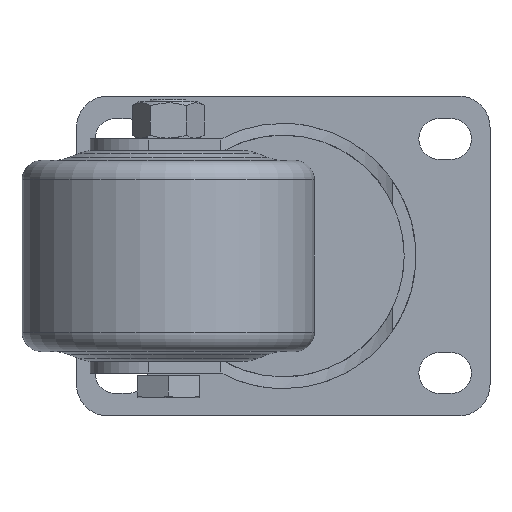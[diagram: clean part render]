
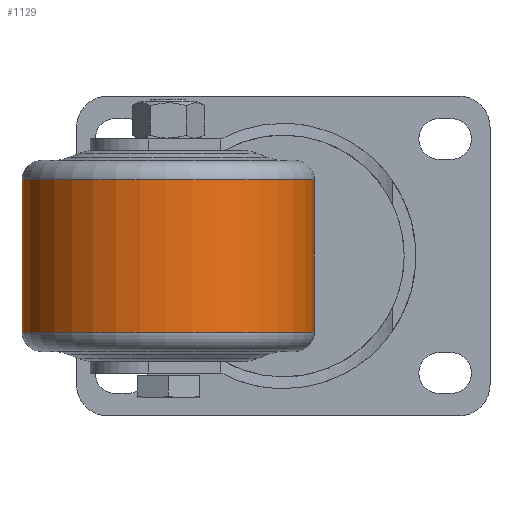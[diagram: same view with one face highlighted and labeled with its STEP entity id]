
A CAD part, front view. The second image highlights one B-rep face of the part: STEP entity #1129.
In plain terms, the highlighted cylindrical face has radius 37.5 mm (diameter 75 mm), a partial arc.
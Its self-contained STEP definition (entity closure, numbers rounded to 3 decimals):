
#310 = CIRCLE ( 'NONE', #3036, 37.5 ) ;
#331 = CIRCLE ( 'NONE', #3028, 37.5 ) ;
#366 = VECTOR ( 'NONE', #2003, 1000. ) ;
#368 = LINE ( 'NONE', #1996, #366 ) ;
#369 = VECTOR ( 'NONE', #2013, 1000. ) ;
#372 = LINE ( 'NONE', #2004, #369 ) ;
#424 = CYLINDRICAL_SURFACE ( 'NONE', #2992, 37.5 ) ;
#426 = FACE_OUTER_BOUND ( 'NONE', #1744, .T. ) ;
#559 = VERTEX_POINT ( 'NONE', #2390 ) ;
#560 = VERTEX_POINT ( 'NONE', #2386 ) ;
#1129 = ADVANCED_FACE ( 'NONE', ( #426 ), #424, .T. ) ;
#1158 = ORIENTED_EDGE ( 'NONE', *, *, #2693, .T. ) ;
#1160 = ORIENTED_EDGE ( 'NONE', *, *, #2740, .T. ) ;
#1744 = EDGE_LOOP ( 'NONE', ( #1787, #1830, #1158, #1160 ) ) ;
#1787 = ORIENTED_EDGE ( 'NONE', *, *, #2691, .F. ) ;
#1830 = ORIENTED_EDGE ( 'NONE', *, *, #2723, .T. ) ;
#1950 = VERTEX_POINT ( 'NONE', #2432 ) ;
#1956 = VERTEX_POINT ( 'NONE', #2533 ) ;
#1996 = CARTESIAN_POINT ( 'NONE',  ( -68.471, -51.718, 24.5 ) ) ;
#2003 = DIRECTION ( 'NONE',  ( 0., 0., -1. ) ) ;
#2004 = CARTESIAN_POINT ( 'NONE',  ( 6.515, -53.143, 24.5 ) ) ;
#2013 = DIRECTION ( 'NONE',  ( 0., 0., -1. ) ) ;
#2018 = DIRECTION ( 'NONE',  ( -1., 0.019, 0. ) ) ;
#2238 = DIRECTION ( 'NONE',  ( 0., 0., -1. ) ) ;
#2240 = CARTESIAN_POINT ( 'NONE',  ( -30.978, -52.431, 24.5 ) ) ;
#2386 = CARTESIAN_POINT ( 'NONE',  ( -68.471, -51.718, -19.5 ) ) ;
#2390 = CARTESIAN_POINT ( 'NONE',  ( 6.515, -53.143, -19.5 ) ) ;
#2432 = CARTESIAN_POINT ( 'NONE',  ( 6.515, -53.143, 19.5 ) ) ;
#2533 = CARTESIAN_POINT ( 'NONE',  ( -68.471, -51.718, 19.5 ) ) ;
#2691 = EDGE_CURVE ( 'NONE', #1950, #559, #372, .T. ) ;
#2693 = EDGE_CURVE ( 'NONE', #1956, #560, #368, .T. ) ;
#2723 = EDGE_CURVE ( 'NONE', #1950, #1956, #331, .T. ) ;
#2740 = EDGE_CURVE ( 'NONE', #560, #559, #310, .T. ) ;
#2992 = AXIS2_PLACEMENT_3D ( 'NONE', #2240, #2238, #2018 ) ;
#3028 = AXIS2_PLACEMENT_3D ( 'NONE', #3581, #3566, #3550 ) ;
#3036 = AXIS2_PLACEMENT_3D ( 'NONE', #3790, #3789, #3788 ) ;
#3550 = DIRECTION ( 'NONE',  ( 1., -0.019, 0. ) ) ;
#3566 = DIRECTION ( 'NONE',  ( 0., 0., -1. ) ) ;
#3581 = CARTESIAN_POINT ( 'NONE',  ( -30.978, -52.431, 19.5 ) ) ;
#3788 = DIRECTION ( 'NONE',  ( 1., -0.019, 0. ) ) ;
#3789 = DIRECTION ( 'NONE',  ( 0., 0., 1. ) ) ;
#3790 = CARTESIAN_POINT ( 'NONE',  ( -30.978, -52.431, -19.5 ) ) ;
